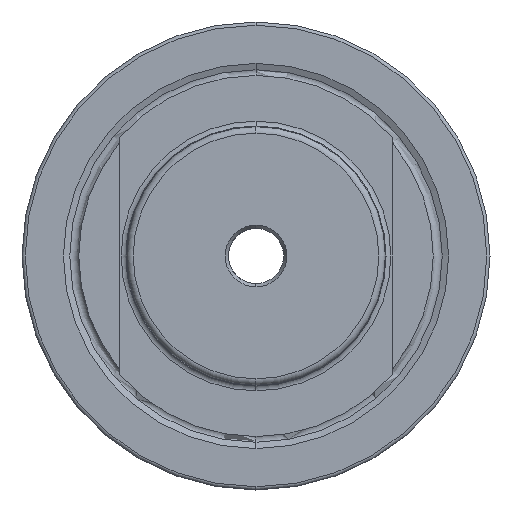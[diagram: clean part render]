
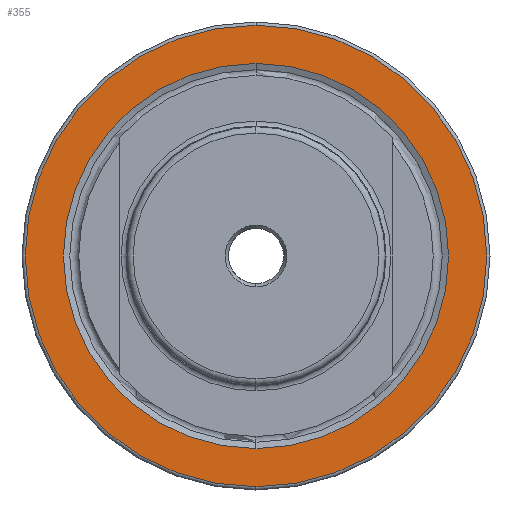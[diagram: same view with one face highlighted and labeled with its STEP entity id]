
A CAD part, left-side view. The second image highlights one B-rep face of the part: STEP entity #355.
In plain terms, the highlighted planar face has unit normal (-1, 0, 0).
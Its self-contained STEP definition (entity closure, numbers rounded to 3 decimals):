
#355 = ADVANCED_FACE ( 'NONE', ( #4495, #3366 ), #3331, .F. ) ;
#614 = CARTESIAN_POINT ( 'NONE',  ( 40., 0., 0. ) ) ;
#641 = VERTEX_POINT ( 'NONE', #1233 ) ;
#959 = EDGE_CURVE ( 'NONE', #641, #3854, #1941, .T. ) ;
#998 = CARTESIAN_POINT ( 'NONE',  ( 40., 0., -29.626 ) ) ;
#1026 = DIRECTION ( 'NONE',  ( 0., 0., 1. ) ) ;
#1089 = AXIS2_PLACEMENT_3D ( 'NONE', #4954, #4980, #4994 ) ;
#1196 = CARTESIAN_POINT ( 'NONE',  ( 40., 0., -35.5 ) ) ;
#1233 = CARTESIAN_POINT ( 'NONE',  ( 40., 0., 35.5 ) ) ;
#1412 = DIRECTION ( 'NONE',  ( 0., 0., 1. ) ) ;
#1430 = DIRECTION ( 'NONE',  ( -1., 0., 0. ) ) ;
#1447 = CARTESIAN_POINT ( 'NONE',  ( 40., 0., 0. ) ) ;
#1461 = AXIS2_PLACEMENT_3D ( 'NONE', #614, #3624, #1026 ) ;
#1628 = ORIENTED_EDGE ( 'NONE', *, *, #2605, .F. ) ;
#1941 = CIRCLE ( 'NONE', #3531, 35.5 ) ;
#2068 = AXIS2_PLACEMENT_3D ( 'NONE', #2789, #2807, #2828 ) ;
#2211 = CIRCLE ( 'NONE', #2068, 29.626 ) ;
#2605 = EDGE_CURVE ( 'NONE', #4337, #3273, #2211, .T. ) ;
#2770 = EDGE_LOOP ( 'NONE', ( #2959, #4778 ) ) ;
#2787 = EDGE_CURVE ( 'NONE', #3854, #641, #5091, .T. ) ;
#2789 = CARTESIAN_POINT ( 'NONE',  ( 40., 0., 0. ) ) ;
#2807 = DIRECTION ( 'NONE',  ( -1., 0., 0. ) ) ;
#2828 = DIRECTION ( 'NONE',  ( 0., 0., 1. ) ) ;
#2959 = ORIENTED_EDGE ( 'NONE', *, *, #959, .T. ) ;
#3001 = ORIENTED_EDGE ( 'NONE', *, *, #5452, .F. ) ;
#3258 = DIRECTION ( 'NONE',  ( 0., 0., -1. ) ) ;
#3273 = VERTEX_POINT ( 'NONE', #998 ) ;
#3274 = DIRECTION ( 'NONE',  ( 1., 0., 0. ) ) ;
#3318 = CARTESIAN_POINT ( 'NONE',  ( 40., 0., 29.626 ) ) ;
#3331 = PLANE ( 'NONE',  #3454 ) ;
#3366 = FACE_OUTER_BOUND ( 'NONE', #2770, .T. ) ;
#3454 = AXIS2_PLACEMENT_3D ( 'NONE', #3318, #3274, #3258 ) ;
#3531 = AXIS2_PLACEMENT_3D ( 'NONE', #1447, #1430, #1412 ) ;
#3624 = DIRECTION ( 'NONE',  ( -1., 0., 0. ) ) ;
#3854 = VERTEX_POINT ( 'NONE', #1196 ) ;
#3963 = CARTESIAN_POINT ( 'NONE',  ( 40., 0., 29.626 ) ) ;
#4056 = EDGE_LOOP ( 'NONE', ( #1628, #3001 ) ) ;
#4337 = VERTEX_POINT ( 'NONE', #3963 ) ;
#4495 = FACE_BOUND ( 'NONE', #4056, .T. ) ;
#4778 = ORIENTED_EDGE ( 'NONE', *, *, #2787, .T. ) ;
#4954 = CARTESIAN_POINT ( 'NONE',  ( 40., 0., 0. ) ) ;
#4980 = DIRECTION ( 'NONE',  ( -1., 0., 0. ) ) ;
#4994 = DIRECTION ( 'NONE',  ( 0., 0., 1. ) ) ;
#5076 = CIRCLE ( 'NONE', #1461, 29.626 ) ;
#5091 = CIRCLE ( 'NONE', #1089, 35.5 ) ;
#5452 = EDGE_CURVE ( 'NONE', #3273, #4337, #5076, .T. ) ;
